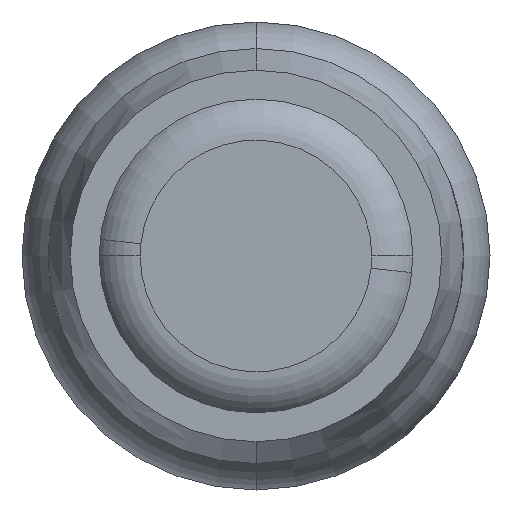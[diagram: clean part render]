
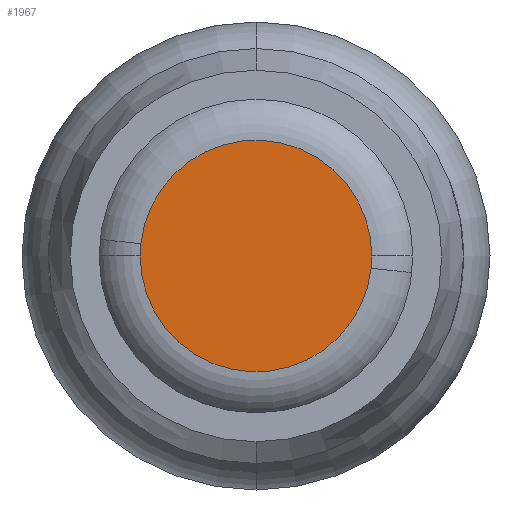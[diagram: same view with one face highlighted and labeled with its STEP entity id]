
A CAD part, front view. The second image highlights one B-rep face of the part: STEP entity #1967.
In plain terms, the highlighted planar face has unit normal (0, -1, 0).
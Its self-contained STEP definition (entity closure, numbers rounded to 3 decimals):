
#35=DIRECTION('',(1.,0.,0.));
#42=( GEOMETRIC_REPRESENTATION_CONTEXT(2) PARAMETRIC_REPRESENTATION_CONTEXT() REPRESENTATION_CONTEXT('2D SPACE',''  ) );
#47=DIRECTION('',(0.,-1.,0.));
#122=DIRECTION('',(-1.,0.,0.));
#902=VECTOR('',#903,1.);
#903=DIRECTION('',(-1.,0.));
#1829=DIRECTION('',(0.,1.,0.));
#1891=VERTEX_POINT('',#1892);
#1892=CARTESIAN_POINT('',(0.239,-13.,-0.026));
#1898=DIRECTION('',(0.994,0.,-0.106));
#1900=TOROIDAL_SURFACE('',#1901,0.24,0.1);
#1901=AXIS2_PLACEMENT_3D('',#1902,#1829,#1903);
#1902=CARTESIAN_POINT('',(0.,-12.9,0.));
#1903=DIRECTION('',(-0.994,0.,0.106));
#1922=AXIS2_PLACEMENT_3D('',#1923,#47,#35);
#1923=CARTESIAN_POINT('',(0.,-13.,0.));
#1929=VERTEX_POINT('',#1930);
#1930=CARTESIAN_POINT('',(0.24,-13.,0.));
#1941=TOROIDAL_SURFACE('',#1942,0.24,0.1);
#1942=AXIS2_PLACEMENT_3D('',#1902,#1829,#1898);
#1947=EDGE_CURVE('',#1891,#1929,#1948,.T.);
#1948=SURFACE_CURVE('',#1949,(#1951,#1955),.PCURVE_S1.);
#1949=CIRCLE('',#1950,0.24);
#1950=AXIS2_PLACEMENT_3D('',#1923,#47,#122);
#1951=PCURVE('',#1900,#1952);
#1952=DEFINITIONAL_REPRESENTATION('',(#1953),#42);
#1953=LINE('',#1954,#902);
#1954=CARTESIAN_POINT('',(6.177,4.712));
#1955=PCURVE('',#1956,#1959);
#1956=PLANE('',#1957);
#1957=AXIS2_PLACEMENT_3D('',#1958,#1829,#35);
#1958=CARTESIAN_POINT('',(0.,-13.,0.));
#1959=DEFINITIONAL_REPRESENTATION('',(#1960),#42);
#1960=( BOUNDED_CURVE() B_SPLINE_CURVE(2,(#1961,#1962,#1963,#1964,#1965,#1966,#1961),.UNSPECIFIED.,.T.,.F.) B_SPLINE_CURVE_WITH_KNOTS((1,2    ,2,2,2,1),(-2.094,0.,2.094,4.189,6.283,8.378),.UNSPECIFIED.) CURVE() GEOMETRIC_REPRESENTATION_ITEM() RATIONAL_B_SPLINE_CURVE((1.,0.5,1.,0.5,1.,0.5,1.)) REPRESENTATION_ITEM('') );
#1961=CARTESIAN_POINT('',(-0.24,0.));
#1962=CARTESIAN_POINT('',(-0.24,0.416));
#1963=CARTESIAN_POINT('',(0.12,0.208));
#1964=CARTESIAN_POINT('',(0.48,0.));
#1965=CARTESIAN_POINT('',(0.12,-0.208));
#1966=CARTESIAN_POINT('',(-0.24,-0.416));
#1967=ADVANCED_FACE('',(#1968),#1956,.F.);
#1968=FACE_BOUND('',#1969,.T.);
#1969=EDGE_LOOP('',(#1970,#1975,#1976,#1992));
#1970=ORIENTED_EDGE('',*,*,#1971,.T.);
#1971=EDGE_CURVE('',#1972,#1891,#1974,.T.);
#1972=VERTEX_POINT('',#1973);
#1973=CARTESIAN_POINT('',(-0.24,-13.,0.));
#1974=SURFACE_CURVE('',#1949,(#1955,#1951),.PCURVE_S1.);
#1975=ORIENTED_EDGE('',*,*,#1947,.T.);
#1976=ORIENTED_EDGE('',*,*,#1977,.T.);
#1977=EDGE_CURVE('',#1929,#1978,#1980,.T.);
#1978=VERTEX_POINT('',#1979);
#1979=CARTESIAN_POINT('',(-0.239,-13.,0.026));
#1980=SURFACE_CURVE('',#1981,(#1982,#1991),.PCURVE_S1.);
#1981=CIRCLE('',#1922,0.24);
#1982=PCURVE('',#1956,#1983);
#1983=DEFINITIONAL_REPRESENTATION('',(#1984),#42);
#1984=( BOUNDED_CURVE() B_SPLINE_CURVE(2,(#1985,#1986,#1987,#1988,#1989,#1990,#1985),.UNSPECIFIED.,.T.,.F.) B_SPLINE_CURVE_WITH_KNOTS((1,2    ,2,2,2,1),(-2.094,0.,2.094,4.189,6.283,8.378),.UNSPECIFIED.) CURVE() GEOMETRIC_REPRESENTATION_ITEM() RATIONAL_B_SPLINE_CURVE((1.,0.5,1.,0.5,1.,0.5,1.)) REPRESENTATION_ITEM('') );
#1985=CARTESIAN_POINT('',(0.24,0.));
#1986=CARTESIAN_POINT('',(0.24,-0.416));
#1987=CARTESIAN_POINT('',(-0.12,-0.208));
#1988=CARTESIAN_POINT('',(-0.48,0.));
#1989=CARTESIAN_POINT('',(-0.12,0.208));
#1990=CARTESIAN_POINT('',(0.24,0.416));
#1991=PCURVE('',#1941,#1952);
#1992=ORIENTED_EDGE('',*,*,#1993,.T.);
#1993=EDGE_CURVE('',#1978,#1972,#1980,.T.);
